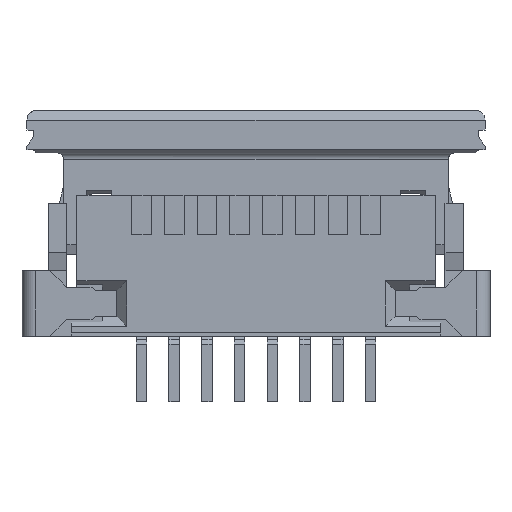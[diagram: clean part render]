
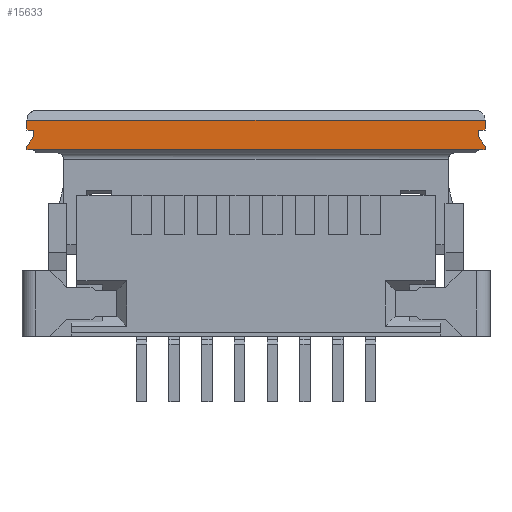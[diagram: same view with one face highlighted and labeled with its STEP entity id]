
A CAD part, front view. The second image highlights one B-rep face of the part: STEP entity #15633.
In plain terms, the highlighted planar face has unit normal (0, -1, 0).
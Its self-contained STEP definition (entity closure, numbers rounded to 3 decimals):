
#3596=CARTESIAN_POINT('',(7.,-1.05,3.8));
#3612=CARTESIAN_POINT('',(-7.,-1.05,3.8));
#3614=DIRECTION('',(1.,0.,0.));
#3615=VECTOR('',#3614,13.6);
#3616=CARTESIAN_POINT('',(-6.8,-1.05,2.9));
#3617=LINE('',#3616,#3615);
#3618=DIRECTION('',(-1.,0.,0.));
#3619=VECTOR('',#3618,0.2);
#3620=CARTESIAN_POINT('',(-6.8,-1.05,2.9));
#3621=LINE('',#3620,#3619);
#3622=DIRECTION('',(0.,0.,1.));
#3623=VECTOR('',#3622,0.1);
#3624=CARTESIAN_POINT('',(-7.,-1.05,2.9));
#3625=LINE('',#3624,#3623);
#3626=DIRECTION('',(0.555,0.,0.832));
#3627=VECTOR('',#3626,0.361);
#3628=CARTESIAN_POINT('',(-7.,-1.05,3.));
#3629=LINE('',#3628,#3627);
#3630=DIRECTION('',(0.,0.,1.));
#3631=VECTOR('',#3630,0.2);
#3632=CARTESIAN_POINT('',(-6.8,-1.05,3.3));
#3633=LINE('',#3632,#3631);
#3634=DIRECTION('',(-1.,0.,0.));
#3635=VECTOR('',#3634,0.2);
#3636=CARTESIAN_POINT('',(-6.8,-1.05,3.5));
#3637=LINE('',#3636,#3635);
#3638=DIRECTION('',(0.,0.,1.));
#3639=VECTOR('',#3638,0.3);
#3640=CARTESIAN_POINT('',(-7.,-1.05,3.5));
#3641=LINE('',#3640,#3639);
#3642=DIRECTION('',(1.,0.,0.));
#3643=VECTOR('',#3642,14.);
#3644=CARTESIAN_POINT('',(-7.,-1.05,3.8));
#3645=LINE('',#3644,#3643);
#3646=DIRECTION('',(0.,0.,-1.));
#3647=VECTOR('',#3646,0.3);
#3648=CARTESIAN_POINT('',(7.,-1.05,3.8));
#3649=LINE('',#3648,#3647);
#3650=DIRECTION('',(-1.,0.,0.));
#3651=VECTOR('',#3650,0.2);
#3652=CARTESIAN_POINT('',(7.,-1.05,3.5));
#3653=LINE('',#3652,#3651);
#3654=DIRECTION('',(0.,0.,-1.));
#3655=VECTOR('',#3654,0.2);
#3656=CARTESIAN_POINT('',(6.8,-1.05,3.5));
#3657=LINE('',#3656,#3655);
#3658=DIRECTION('',(0.555,0.,-0.832));
#3659=VECTOR('',#3658,0.361);
#3660=CARTESIAN_POINT('',(6.8,-1.05,3.3));
#3661=LINE('',#3660,#3659);
#3662=DIRECTION('',(0.,0.,-1.));
#3663=VECTOR('',#3662,0.1);
#3664=CARTESIAN_POINT('',(7.,-1.05,3.));
#3665=LINE('',#3664,#3663);
#3666=DIRECTION('',(-1.,0.,0.));
#3667=VECTOR('',#3666,0.2);
#3668=CARTESIAN_POINT('',(7.,-1.05,2.9));
#3669=LINE('',#3668,#3667);
#9605=CARTESIAN_POINT('',(7.,-1.05,3.));
#9606=CARTESIAN_POINT('',(7.,-1.05,2.9));
#9607=VERTEX_POINT('',#9605);
#9608=VERTEX_POINT('',#9606);
#9613=CARTESIAN_POINT('',(7.,-1.05,3.5));
#9615=VERTEX_POINT('',#9613);
#9617=CARTESIAN_POINT('',(6.8,-1.05,3.5));
#9619=VERTEX_POINT('',#9617);
#9621=CARTESIAN_POINT('',(6.8,-1.05,3.3));
#9623=VERTEX_POINT('',#9621);
#9649=CARTESIAN_POINT('',(-6.8,-1.05,3.3));
#9650=CARTESIAN_POINT('',(-6.8,-1.05,3.5));
#9651=VERTEX_POINT('',#9649);
#9652=VERTEX_POINT('',#9650);
#9653=CARTESIAN_POINT('',(-7.,-1.05,2.9));
#9654=CARTESIAN_POINT('',(-7.,-1.05,3.));
#9655=VERTEX_POINT('',#9653);
#9656=VERTEX_POINT('',#9654);
#9661=CARTESIAN_POINT('',(-7.,-1.05,3.5));
#9663=VERTEX_POINT('',#9661);
#9669=VERTEX_POINT('',#3596);
#9676=VERTEX_POINT('',#3612);
#10421=CARTESIAN_POINT('',(-6.8,-1.05,2.9));
#10422=CARTESIAN_POINT('',(6.8,-1.05,2.9));
#10423=VERTEX_POINT('',#10421);
#10424=VERTEX_POINT('',#10422);
#15599=CARTESIAN_POINT('',(-5.175,-1.05,4.1));
#15600=DIRECTION('',(0.,-1.,0.));
#15601=DIRECTION('',(0.,0.,-1.));
#15602=AXIS2_PLACEMENT_3D('',#15599,#15600,#15601);
#15603=PLANE('',#15602);
#15605=ORIENTED_EDGE('',*,*,#15604,.F.);
#15607=ORIENTED_EDGE('',*,*,#15606,.T.);
#15609=ORIENTED_EDGE('',*,*,#15608,.T.);
#15611=ORIENTED_EDGE('',*,*,#15610,.T.);
#15613=ORIENTED_EDGE('',*,*,#15612,.T.);
#15615=ORIENTED_EDGE('',*,*,#15614,.T.);
#15617=ORIENTED_EDGE('',*,*,#15616,.T.);
#15618=ORIENTED_EDGE('',*,*,#15591,.T.);
#15620=ORIENTED_EDGE('',*,*,#15619,.T.);
#15622=ORIENTED_EDGE('',*,*,#15621,.T.);
#15624=ORIENTED_EDGE('',*,*,#15623,.T.);
#15626=ORIENTED_EDGE('',*,*,#15625,.T.);
#15628=ORIENTED_EDGE('',*,*,#15627,.T.);
#15630=ORIENTED_EDGE('',*,*,#15629,.T.);
#15631=EDGE_LOOP('',(#15605,#15607,#15609,#15611,#15613,#15615,#15617,#15618,
#15620,#15622,#15624,#15626,#15628,#15630));
#15632=FACE_OUTER_BOUND('',#15631,.F.);
#15633=ADVANCED_FACE('',(#15632),#15603,.T.);
#15591=EDGE_CURVE('',#9676,#9669,#3645,.T.);
#15604=EDGE_CURVE('',#10423,#10424,#3617,.T.);
#15606=EDGE_CURVE('',#10423,#9655,#3621,.T.);
#15608=EDGE_CURVE('',#9655,#9656,#3625,.T.);
#15610=EDGE_CURVE('',#9656,#9651,#3629,.T.);
#15612=EDGE_CURVE('',#9651,#9652,#3633,.T.);
#15614=EDGE_CURVE('',#9652,#9663,#3637,.T.);
#15616=EDGE_CURVE('',#9663,#9676,#3641,.T.);
#15619=EDGE_CURVE('',#9669,#9615,#3649,.T.);
#15621=EDGE_CURVE('',#9615,#9619,#3653,.T.);
#15623=EDGE_CURVE('',#9619,#9623,#3657,.T.);
#15625=EDGE_CURVE('',#9623,#9607,#3661,.T.);
#15627=EDGE_CURVE('',#9607,#9608,#3665,.T.);
#15629=EDGE_CURVE('',#9608,#10424,#3669,.T.);
